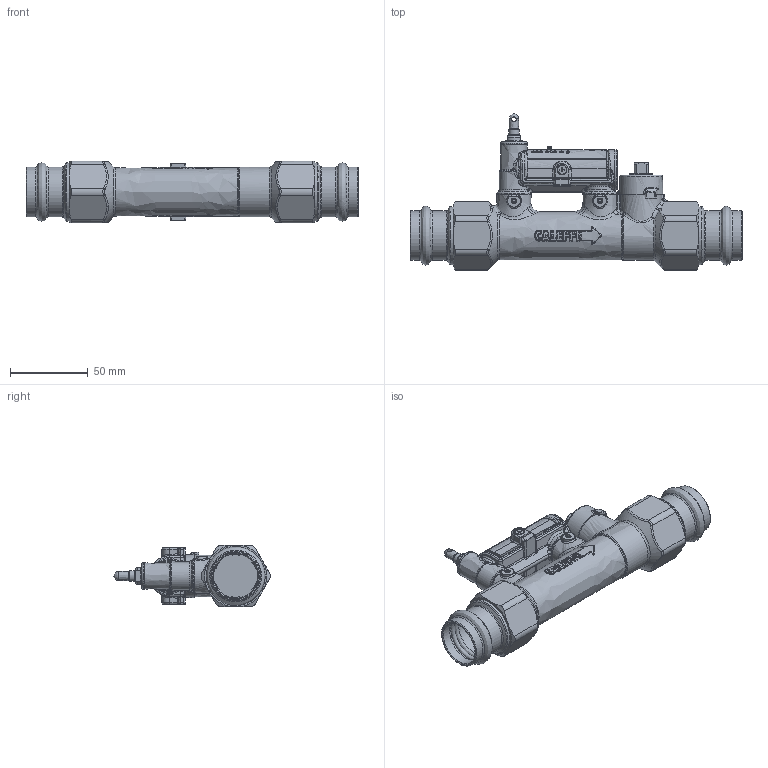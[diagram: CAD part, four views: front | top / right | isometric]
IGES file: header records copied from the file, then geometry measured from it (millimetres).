
Global section: file name: 132666A; native system: Autodesk Inventor 2025; preprocessor: unknown; author: Mike; date: 20250717.131524; units: inch
Bounding box: 214 x 100.85 x 39.8 mm (x, y, z)
Volume: 243241.6 mm3; surface area: 112016.3 mm2
Topology: 25 solids, 25 shells, 2749 faces, 6835 edges, 4181 vertices
Faces by surface type: bspline 2749
